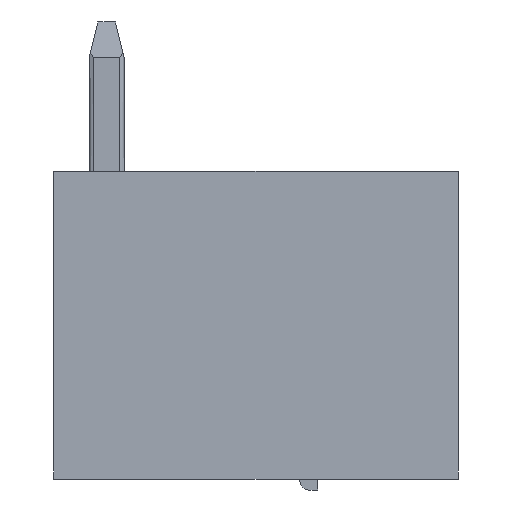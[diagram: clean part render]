
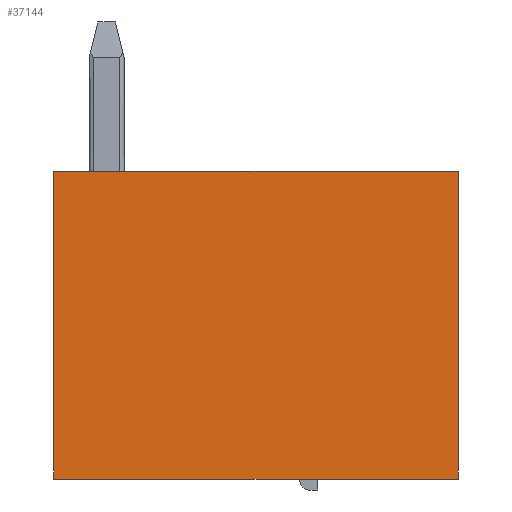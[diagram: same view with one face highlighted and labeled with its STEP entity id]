
A CAD part, front view. The second image highlights one B-rep face of the part: STEP entity #37144.
In plain terms, the highlighted planar face has unit normal (0, -1, 0).
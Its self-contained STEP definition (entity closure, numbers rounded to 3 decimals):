
#74=DIRECTION('',(0.,0.,1.));
#75=VECTOR('',#74,7.);
#76=CARTESIAN_POINT('',(0.,-4.51,-7.));
#77=LINE('',#76,#75);
#1382=DIRECTION('',(0.,0.,1.));
#1383=VECTOR('',#1382,7.);
#1384=CARTESIAN_POINT('',(9.2,-4.51,-7.));
#1385=LINE('',#1384,#1383);
#11659=DIRECTION('',(-1.,0.,0.));
#11660=VECTOR('',#11659,9.2);
#11661=CARTESIAN_POINT('',(9.2,-4.51,0.));
#11662=LINE('',#11661,#11660);
#12586=DIRECTION('',(-1.,0.,0.));
#12587=VECTOR('',#12586,9.2);
#12588=CARTESIAN_POINT('',(9.2,-4.51,-7.));
#12589=LINE('',#12588,#12587);
#16433=CARTESIAN_POINT('',(9.2,-4.51,-7.));
#16434=CARTESIAN_POINT('',(9.2,-4.51,0.));
#16435=VERTEX_POINT('',#16433);
#16436=VERTEX_POINT('',#16434);
#16441=CARTESIAN_POINT('',(0.,-4.51,-7.));
#16442=CARTESIAN_POINT('',(0.,-4.51,0.));
#16443=VERTEX_POINT('',#16441);
#16444=VERTEX_POINT('',#16442);
#37133=CARTESIAN_POINT('',(9.2,-4.51,-7.));
#37134=DIRECTION('',(0.,1.,0.));
#37135=DIRECTION('',(0.,0.,1.));
#37136=AXIS2_PLACEMENT_3D('',#37133,#37134,#37135);
#37137=PLANE('',#37136);
#37138=ORIENTED_EDGE('',*,*,#20095,.F.);
#37139=ORIENTED_EDGE('',*,*,#19923,.T.);
#37140=ORIENTED_EDGE('',*,*,#19960,.T.);
#37141=ORIENTED_EDGE('',*,*,#36643,.F.);
#37142=EDGE_LOOP('',(#37138,#37139,#37140,#37141));
#37143=FACE_OUTER_BOUND('',#37142,.F.);
#37144=ADVANCED_FACE('',(#37143),#37137,.F.);
#19923=EDGE_CURVE('',#16435,#16443,#12589,.T.);
#19960=EDGE_CURVE('',#16443,#16444,#77,.T.);
#20095=EDGE_CURVE('',#16435,#16436,#1385,.T.);
#36643=EDGE_CURVE('',#16436,#16444,#11662,.T.);
